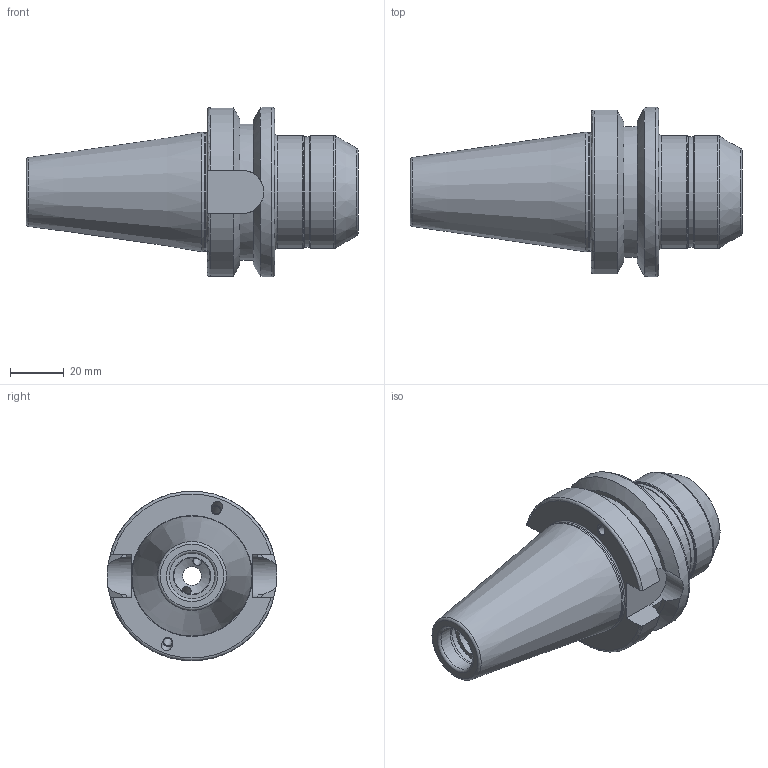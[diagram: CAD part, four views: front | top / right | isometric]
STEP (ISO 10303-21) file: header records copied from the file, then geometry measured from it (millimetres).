
FILE_DESCRIPTION(/* description */ (''),/* implementation_level */ '2;1');
FILE_NAME(/* name */ 'BT40ADB-HC12P-58.stp',/* time_stamp */ '2023-02-17T15:19:48+09:00',/* author */ ('eos'),/* organization */ (''),/* preprocessor_version */ 'ST-DEVELOPER v18.1',/* originating_system */ 'Autodesk Inventor 2022',/* authorisation */ '');
FILE_SCHEMA (('AUTOMOTIVE_DESIGN { 1 0 10303 214 3 1 1 }'));
Length unit declared in the file: millimetre
Products named in the file (1): BT40
Bounding box: 123.4 x 63 x 63 mm (x, y, z)
Volume: 156753.5 mm3; surface area: 28217.9 mm2
Topology: 1 solids, 1 shells, 78 faces, 195 edges, 122 vertices
Faces by surface type: cylinder 30, plane 21, cone 14, torus 13
Full cylindrical faces by diameter (mm): 3.242 x8, 4 x4, 6.917 x1, 12 x1, 12.8 x1, 13.5 x1, 13.835 x1, 17 x1, 17.6 x1, 41 x1, 42 x2, 44 x1, 63 x1
Entity records: 2545 total; most frequent: CARTESIAN_POINT 589, DIRECTION 430, ORIENTED_EDGE 386, EDGE_CURVE 193, AXIS2_PLACEMENT_3D 183, VERTEX_POINT 122, EDGE_LOOP 93, CIRCLE 84
